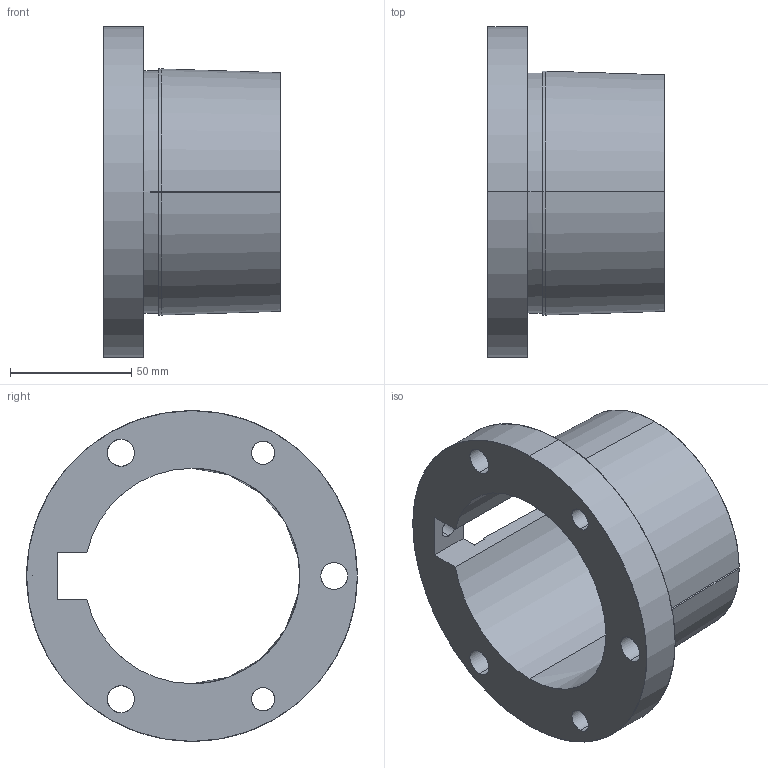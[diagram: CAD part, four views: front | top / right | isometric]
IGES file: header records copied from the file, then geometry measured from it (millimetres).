
Start section: SolidWorks IGES file using analytic representation for surfaces
Global section: file name: R1R1_3_0726227225795.igs; native system: SolidWorks 2017; preprocessor: SolidWorks 2017; author: partstream; date: 170726.022732; units: inch
Bounding box: 73.03 x 136.53 x 136.53 mm (x, y, z)
Surface area: 63209.6 mm2 (no closed solid volume)
Topology: 0 solids, 0 shells, 76 faces, 1272 edges, 1272 vertices
Faces by surface type: bspline 50, revolution 26
